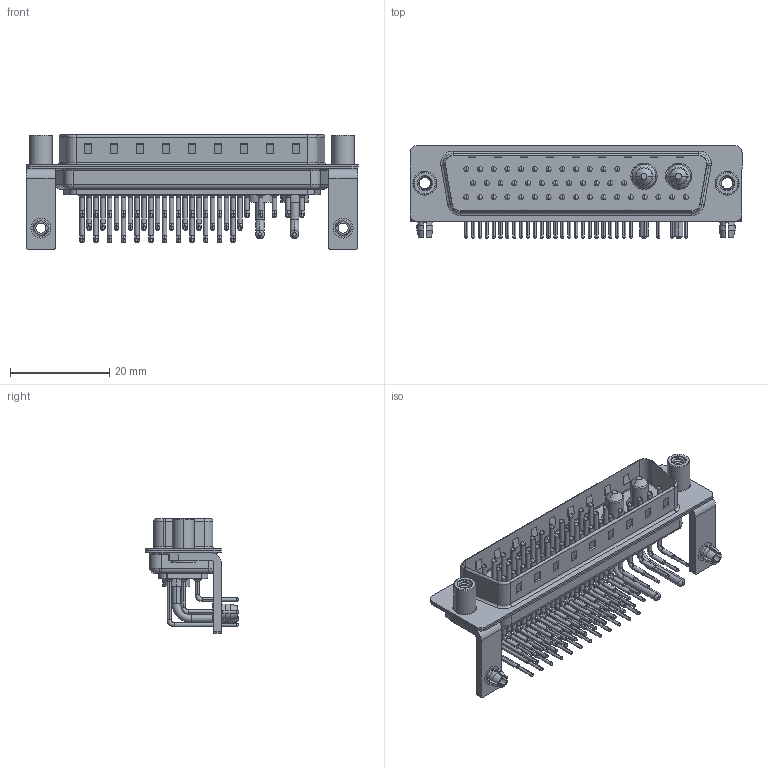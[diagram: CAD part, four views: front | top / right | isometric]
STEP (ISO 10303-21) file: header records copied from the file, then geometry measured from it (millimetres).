
FILE_DESCRIPTION (( 'STEP AP203' ), '1' );
FILE_NAME ('629-43W2240-1N5.STEP', '2022-05-18T10:51:35', ( '' ), ( '' ), 'SwSTEP 2.0', 'SolidWorks 2020', '' );
FILE_SCHEMA (( 'CONFIG_CONTROL_DESIGN' ));
Length unit declared in the file: millimetre
Products named in the file (11): 629Combo Contact Row 1_50 Contacts; 629Combo Shell Rear_50 Contacts; 629-43W2240-1N5; 629Combo Board Lock_50 Contacts; Power Pin_10A RA 50; 629Combo Housing_43W2; 629Combo Shell Front_50 Contacts; 629Combo Contact Row 3; 629Combo Threaded Standoff_5; 629Combo Contact Row 2_50 Contacts; 629Combo Stabilizer Bracket_50 Contacts
Assembly tree (52 placements, depth 2):
  629-43W2240-1N5
    629Combo Housing_43W2
    629Combo Shell Rear_50 Contacts
    629Combo Shell Front_50 Contacts
    629Combo Stabilizer Bracket_50 Contacts  x2
    629Combo Board Lock_50 Contacts  x2
    629Combo Threaded Standoff_5  x2
    Power Pin_10A RA 50  x2
    629Combo Contact Row 1_50 Contacts  x12
    629Combo Contact Row 2_50 Contacts  x12
    629Combo Contact Row 3  x17
Bounding box: 67 x 18.8 x 23.1 mm (x, y, z)
Volume: 5575.2 mm3; surface area: 13705.5 mm2
Topology: 54 solids, 54 shells, 5188 faces, 14459 edges, 9402 vertices
Faces by surface type: plane 2917, cylinder 1751, bspline 254, cone 208, torus 58
Entity records: 39676 total; most frequent: CARTESIAN_POINT 8330, DIRECTION 6360, ORIENTED_EDGE 5848, EDGE_CURVE 2924, AXIS2_PLACEMENT_3D 2343, VERTEX_POINT 1901, LINE 1674, VECTOR 1674
